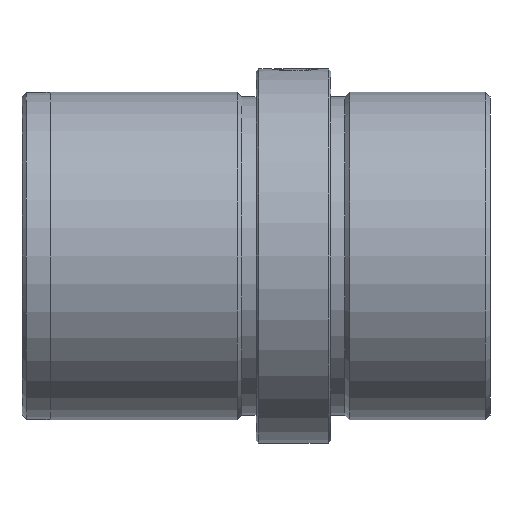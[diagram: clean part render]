
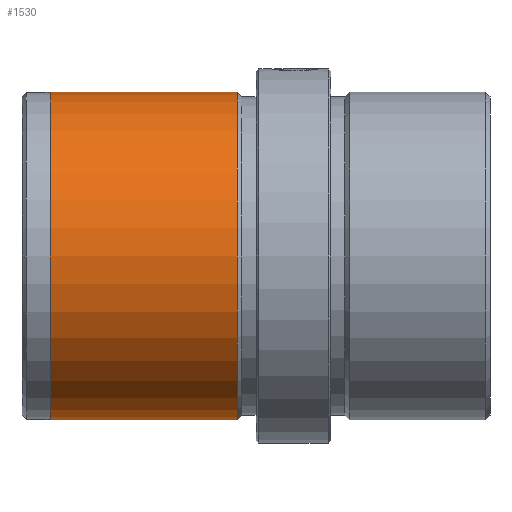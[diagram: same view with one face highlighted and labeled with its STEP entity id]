
A CAD part, left-side view. The second image highlights one B-rep face of the part: STEP entity #1530.
In plain terms, the highlighted cylindrical face has radius 17.5 mm (diameter 35 mm), a partial arc.
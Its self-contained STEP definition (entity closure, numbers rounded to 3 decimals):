
#176 = VERTEX_POINT ( 'NONE', #1236 ) ;
#260 = CARTESIAN_POINT ( 'NONE',  ( 0., 47., -17.5 ) ) ;
#489 = CARTESIAN_POINT ( 'NONE',  ( 0., 0., 17.5 ) ) ;
#551 = DIRECTION ( 'NONE',  ( 0., -1., 0. ) ) ;
#553 = EDGE_CURVE ( 'NONE', #176, #2073, #1052, .T. ) ;
#565 = ORIENTED_EDGE ( 'NONE', *, *, #1320, .F. ) ;
#578 = VERTEX_POINT ( 'NONE', #1477 ) ;
#673 = EDGE_LOOP ( 'NONE', ( #1507, #1641, #1649, #565 ) ) ;
#681 = CIRCLE ( 'NONE', #1517, 17.5 ) ;
#737 = LINE ( 'NONE', #1849, #1111 ) ;
#819 = CARTESIAN_POINT ( 'NONE',  ( 0., 47., 0. ) ) ;
#987 = DIRECTION ( 'NONE',  ( 0., 0., -1. ) ) ;
#1040 = DIRECTION ( 'NONE',  ( 0., -1., 0. ) ) ;
#1052 = CIRCLE ( 'NONE', #1855, 17.5 ) ;
#1108 = DIRECTION ( 'NONE',  ( 0., 0., -1. ) ) ;
#1111 = VECTOR ( 'NONE', #1040, 1000. ) ;
#1139 = EDGE_CURVE ( 'NONE', #176, #1751, #1795, .T. ) ;
#1236 = CARTESIAN_POINT ( 'NONE',  ( 0., 47., 17.5 ) ) ;
#1263 = AXIS2_PLACEMENT_3D ( 'NONE', #1277, #1438, #1108 ) ;
#1277 = CARTESIAN_POINT ( 'NONE',  ( 0., 0., 0. ) ) ;
#1317 = DIRECTION ( 'NONE',  ( 0., -1., 0. ) ) ;
#1320 = EDGE_CURVE ( 'NONE', #1751, #578, #681, .T. ) ;
#1438 = DIRECTION ( 'NONE',  ( 0., -1., 0. ) ) ;
#1477 = CARTESIAN_POINT ( 'NONE',  ( 0., 27., -17.5 ) ) ;
#1507 = ORIENTED_EDGE ( 'NONE', *, *, #1139, .F. ) ;
#1513 = CARTESIAN_POINT ( 'NONE',  ( 0., 27., 17.5 ) ) ;
#1517 = AXIS2_PLACEMENT_3D ( 'NONE', #1539, #551, #1701 ) ;
#1530 = ADVANCED_FACE ( 'NONE', ( #2065 ), #1588, .T. ) ;
#1539 = CARTESIAN_POINT ( 'NONE',  ( 0., 27., 0. ) ) ;
#1588 = CYLINDRICAL_SURFACE ( 'NONE', #1263, 17.5 ) ;
#1641 = ORIENTED_EDGE ( 'NONE', *, *, #553, .T. ) ;
#1649 = ORIENTED_EDGE ( 'NONE', *, *, #1903, .T. ) ;
#1701 = DIRECTION ( 'NONE',  ( 0., 0., -1. ) ) ;
#1749 = VECTOR ( 'NONE', #1317, 1000. ) ;
#1751 = VERTEX_POINT ( 'NONE', #1513 ) ;
#1795 = LINE ( 'NONE', #489, #1749 ) ;
#1849 = CARTESIAN_POINT ( 'NONE',  ( 0., 0., -17.5 ) ) ;
#1855 = AXIS2_PLACEMENT_3D ( 'NONE', #819, #1963, #987 ) ;
#1903 = EDGE_CURVE ( 'NONE', #2073, #578, #737, .T. ) ;
#1963 = DIRECTION ( 'NONE',  ( 0., -1., 0. ) ) ;
#2065 = FACE_OUTER_BOUND ( 'NONE', #673, .T. ) ;
#2073 = VERTEX_POINT ( 'NONE', #260 ) ;
